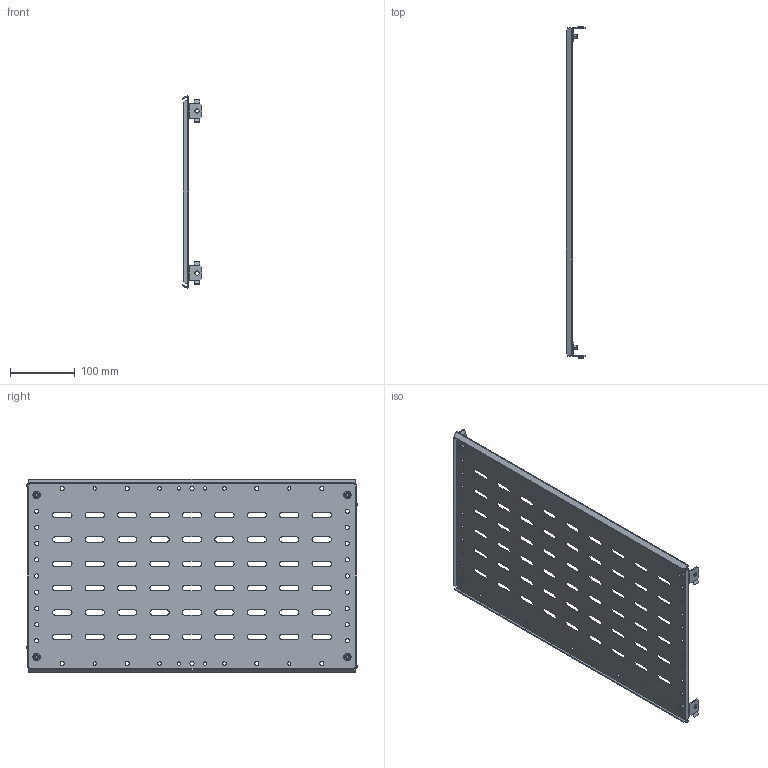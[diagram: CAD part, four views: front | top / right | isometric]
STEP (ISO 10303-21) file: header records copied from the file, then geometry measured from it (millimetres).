
FILE_DESCRIPTION (( 'STEP AP203' ), '1' );
FILE_NAME ('FO-00-SWF-030-060 FORMAT Ïåðåãîðîäêà ñåêöèîíèðîâàíèÿ çàäíÿÿ 300õ600 IEK.STEP', '2024-07-04T09:22:41', ( '' ), ( '' ), 'SwSTEP 2.0', 'SolidWorks 2022', '' );
FILE_SCHEMA (( 'CONFIG_CONTROL_DESIGN' ));
Length unit declared in the file: millimetre
Products named in the file (1): FO-00-SWF-030-060 FORMAT Перегородка секционирования задняя 300х600 IEK
Bounding box: 30.52 x 511.5 x 297.66 mm (x, y, z)
Volume: 233433.1 mm3; surface area: 318490.9 mm2
Topology: 9 solids, 9 shells, 642 faces, 1816 edges, 1200 vertices
Faces by surface type: cylinder 342, plane 268, cone 16, torus 16
Entity records: 21521 total; most frequent: DIRECTION 3834, CARTESIAN_POINT 3659, ORIENTED_EDGE 3632, EDGE_CURVE 1816, AXIS2_PLACEMENT_3D 1375, VERTEX_POINT 1200, LINE 1084, VECTOR 1084
